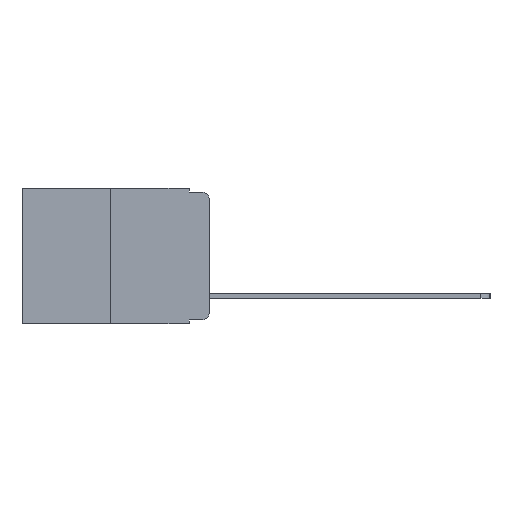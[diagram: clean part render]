
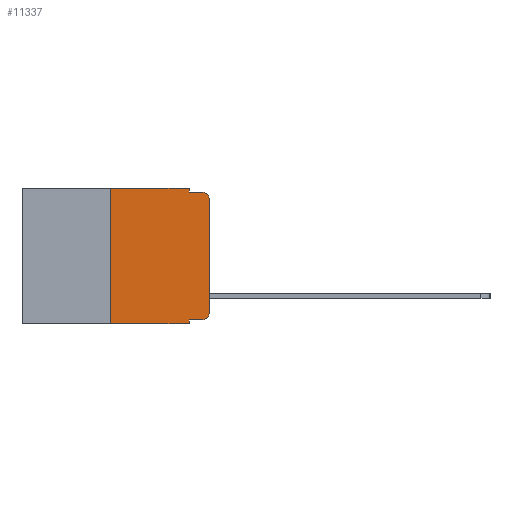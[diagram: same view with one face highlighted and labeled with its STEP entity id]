
A CAD part, left-side view. The second image highlights one B-rep face of the part: STEP entity #11337.
In plain terms, the highlighted planar face has unit normal (-1, 0, 0).
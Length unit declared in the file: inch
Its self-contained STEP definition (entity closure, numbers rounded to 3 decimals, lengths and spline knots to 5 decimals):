
#92 = VERTEX_POINT ( 'NONE', #12449 ) ;
#125 = VECTOR ( 'NONE', #16358, 39.37008 ) ;
#126 = VERTEX_POINT ( 'NONE', #10577 ) ;
#751 = VERTEX_POINT ( 'NONE', #16838 ) ;
#1512 = DIRECTION ( 'NONE',  ( 0., 0., -1. ) ) ;
#1701 = DIRECTION ( 'NONE',  ( 0., -1., 0. ) ) ;
#2326 = CARTESIAN_POINT ( 'NONE',  ( 0., 0.051, -0.343 ) ) ;
#2769 = CARTESIAN_POINT ( 'NONE',  ( 0., 0.051, -0.333 ) ) ;
#3449 = DIRECTION ( 'NONE',  ( 0., -1., 0. ) ) ;
#3636 = CARTESIAN_POINT ( 'NONE',  ( 0., 0.25, 0. ) ) ;
#3735 = CIRCLE ( 'NONE', #11856, 0.02 ) ;
#4346 = VECTOR ( 'NONE', #1512, 39.37008 ) ;
#4548 = VERTEX_POINT ( 'NONE', #13280 ) ;
#4824 = CARTESIAN_POINT ( 'NONE',  ( 0., 0.051, -0.01 ) ) ;
#5171 = EDGE_CURVE ( 'NONE', #4548, #18317, #7278, .T. ) ;
#5666 = EDGE_CURVE ( 'NONE', #6545, #126, #9995, .T. ) ;
#6090 = CIRCLE ( 'NONE', #11048, 0.02 ) ;
#6545 = VERTEX_POINT ( 'NONE', #7314 ) ;
#7278 = LINE ( 'NONE', #16638, #11835 ) ;
#7314 = CARTESIAN_POINT ( 'NONE',  ( 0., 0.051, -0.333 ) ) ;
#7691 = EDGE_CURVE ( 'NONE', #751, #20311, #9321, .T. ) ;
#7870 = DIRECTION ( 'NONE',  ( -1., 0., 0. ) ) ;
#8326 = EDGE_CURVE ( 'NONE', #6545, #20311, #19734, .T. ) ;
#8462 = LINE ( 'NONE', #4824, #18644 ) ;
#8719 = CARTESIAN_POINT ( 'NONE',  ( 0., 0.473, 0. ) ) ;
#9013 = DIRECTION ( 'NONE',  ( 0., 0., 1. ) ) ;
#9321 = LINE ( 'NONE', #15103, #23712 ) ;
#9995 = LINE ( 'NONE', #2769, #125 ) ;
#10310 = LINE ( 'NONE', #11810, #21026 ) ;
#10388 = CARTESIAN_POINT ( 'NONE',  ( 0., 0.02, -0.313 ) ) ;
#10577 = CARTESIAN_POINT ( 'NONE',  ( 0., 0.02, -0.333 ) ) ;
#10632 = DIRECTION ( 'NONE',  ( 0., 0., -1. ) ) ;
#11048 = AXIS2_PLACEMENT_3D ( 'NONE', #19333, #7870, #21200 ) ;
#11337 = ADVANCED_FACE ( 'NONE', ( #16318 ), #12498, .F. ) ;
#11810 = CARTESIAN_POINT ( 'NONE',  ( 0., 0.051, 0. ) ) ;
#11835 = VECTOR ( 'NONE', #9013, 39.37008 ) ;
#11856 = AXIS2_PLACEMENT_3D ( 'NONE', #10388, #23525, #12346 ) ;
#11988 = CARTESIAN_POINT ( 'NONE',  ( 0., 0.051, 0. ) ) ;
#12346 = DIRECTION ( 'NONE',  ( 0., 0., -1. ) ) ;
#12449 = CARTESIAN_POINT ( 'NONE',  ( 0., 0.02, -0.01 ) ) ;
#12498 = PLANE ( 'NONE',  #21980 ) ;
#13280 = CARTESIAN_POINT ( 'NONE',  ( 0., 0., -0.313 ) ) ;
#13432 = CARTESIAN_POINT ( 'NONE',  ( 0., 0.473, 0. ) ) ;
#13541 = EDGE_CURVE ( 'NONE', #751, #16232, #22098, .T. ) ;
#13758 = DIRECTION ( 'NONE',  ( 0., 0., -1. ) ) ;
#14221 = CARTESIAN_POINT ( 'NONE',  ( 0., 0.051, -0.01 ) ) ;
#14663 = EDGE_CURVE ( 'NONE', #16232, #17866, #23257, .T. ) ;
#14779 = EDGE_CURVE ( 'NONE', #17866, #14936, #10310, .T. ) ;
#14936 = VERTEX_POINT ( 'NONE', #14221 ) ;
#15103 = CARTESIAN_POINT ( 'NONE',  ( 0., 0.473, -0.343 ) ) ;
#15287 = DIRECTION ( 'NONE',  ( 0., 0., 1. ) ) ;
#15567 = ORIENTED_EDGE ( 'NONE', *, *, #5171, .T. ) ;
#15904 = ORIENTED_EDGE ( 'NONE', *, *, #23483, .T. ) ;
#15948 = ORIENTED_EDGE ( 'NONE', *, *, #19866, .F. ) ;
#16232 = VERTEX_POINT ( 'NONE', #19888 ) ;
#16318 = FACE_OUTER_BOUND ( 'NONE', #24093, .T. ) ;
#16358 = DIRECTION ( 'NONE',  ( 0., -1., 0. ) ) ;
#16468 = ORIENTED_EDGE ( 'NONE', *, *, #14779, .F. ) ;
#16638 = CARTESIAN_POINT ( 'NONE',  ( 0., 0., 0. ) ) ;
#16700 = ORIENTED_EDGE ( 'NONE', *, *, #14663, .F. ) ;
#16838 = CARTESIAN_POINT ( 'NONE',  ( 0., 0.25, -0.343 ) ) ;
#16897 = ORIENTED_EDGE ( 'NONE', *, *, #13541, .F. ) ;
#17048 = ORIENTED_EDGE ( 'NONE', *, *, #7691, .T. ) ;
#17147 = VECTOR ( 'NONE', #15287, 39.37008 ) ;
#17574 = ORIENTED_EDGE ( 'NONE', *, *, #8326, .F. ) ;
#17866 = VERTEX_POINT ( 'NONE', #11988 ) ;
#17951 = ORIENTED_EDGE ( 'NONE', *, *, #5666, .T. ) ;
#17979 = ORIENTED_EDGE ( 'NONE', *, *, #21560, .T. ) ;
#18317 = VERTEX_POINT ( 'NONE', #24429 ) ;
#18343 = DIRECTION ( 'NONE',  ( 0., -1., 0. ) ) ;
#18644 = VECTOR ( 'NONE', #18343, 39.37008 ) ;
#18789 = CARTESIAN_POINT ( 'NONE',  ( 0., 0.051, 0. ) ) ;
#19333 = CARTESIAN_POINT ( 'NONE',  ( 0., 0.02, -0.03 ) ) ;
#19734 = LINE ( 'NONE', #18789, #4346 ) ;
#19866 = EDGE_CURVE ( 'NONE', #14936, #92, #8462, .T. ) ;
#19888 = CARTESIAN_POINT ( 'NONE',  ( 0., 0.25, 0. ) ) ;
#20311 = VERTEX_POINT ( 'NONE', #2326 ) ;
#21026 = VECTOR ( 'NONE', #13758, 39.37008 ) ;
#21200 = DIRECTION ( 'NONE',  ( 0., 0., -1. ) ) ;
#21560 = EDGE_CURVE ( 'NONE', #126, #4548, #3735, .T. ) ;
#21980 = AXIS2_PLACEMENT_3D ( 'NONE', #8719, #21988, #10632 ) ;
#21988 = DIRECTION ( 'NONE',  ( 1., 0., 0. ) ) ;
#22098 = LINE ( 'NONE', #3636, #17147 ) ;
#22721 = VECTOR ( 'NONE', #1701, 39.37008 ) ;
#23257 = LINE ( 'NONE', #13432, #22721 ) ;
#23483 = EDGE_CURVE ( 'NONE', #18317, #92, #6090, .T. ) ;
#23525 = DIRECTION ( 'NONE',  ( -1., 0., 0. ) ) ;
#23712 = VECTOR ( 'NONE', #3449, 39.37008 ) ;
#24093 = EDGE_LOOP ( 'NONE', ( #15567, #15904, #15948, #16468, #16700, #16897, #17048, #17574, #17951, #17979 ) ) ;
#24429 = CARTESIAN_POINT ( 'NONE',  ( 0., 0., -0.03 ) ) ;
